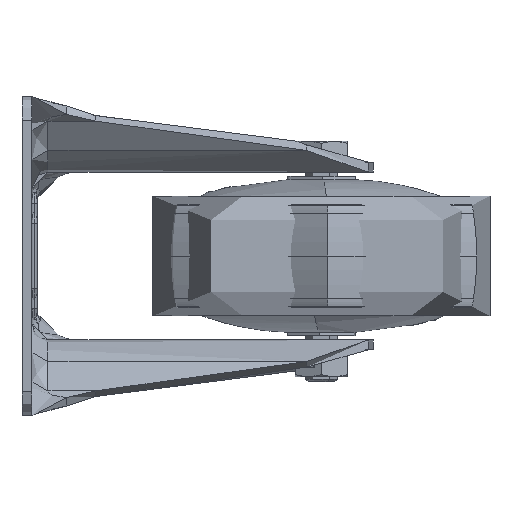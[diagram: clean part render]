
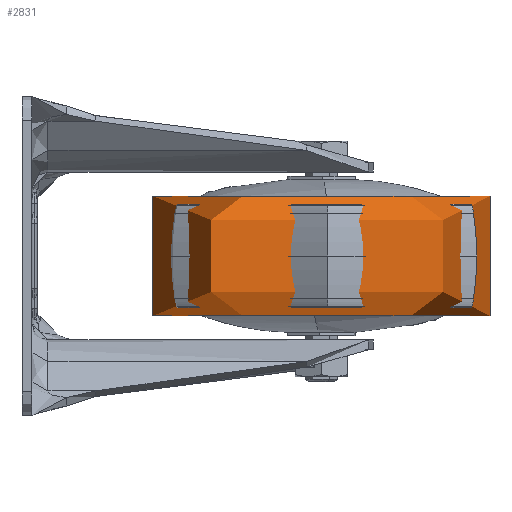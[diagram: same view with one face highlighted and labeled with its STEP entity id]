
A CAD part, left-side view. The second image highlights one B-rep face of the part: STEP entity #2831.
In plain terms, the highlighted free-form (B-spline) face has degree [3, 3] with [4, 4] control points.
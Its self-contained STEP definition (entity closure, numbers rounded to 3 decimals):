
#1574 = CARTESIAN_POINT ( 'NONE',  ( 2.112, -132.711, 15. ) ) ;
#1675 = DIRECTION ( 'NONE',  ( 0., 0., 1. ) ) ;
#2831 = ADVANCED_FACE ( 'NONE', ( #55781 ), #35139, .F. ) ;
#3669 = DIRECTION ( 'NONE',  ( -0.037, 0.999, 0. ) ) ;
#4015 = CARTESIAN_POINT ( 'NONE',  ( 2.112, -132.711, 15. ) ) ;
#4500 = CIRCLE ( 'NONE', #30258, 42.25 ) ;
#5617 = CARTESIAN_POINT ( 'NONE',  ( -1.545, -32.778, 15. ) ) ;
#6663 = CARTESIAN_POINT ( 'NONE',  ( 0., -75., 15. ) ) ;
#6847 = CARTESIAN_POINT ( 'NONE',  ( -1.545, -32.778, -15. ) ) ;
#6948 = CARTESIAN_POINT ( 'NONE',  ( -85.988, -35.868, -15. ) ) ;
#8192 = CARTESIAN_POINT ( 'NONE',  ( 1.545, -117.222, -15. ) ) ;
#13539 = EDGE_LOOP ( 'NONE', ( #13832, #18053, #23784, #43243 ) ) ;
#13832 = ORIENTED_EDGE ( 'NONE', *, *, #24028, .T. ) ;
#18053 = ORIENTED_EDGE ( 'NONE', *, *, #50180, .T. ) ;
#19655 = CARTESIAN_POINT ( 'NONE',  ( -1.545, -32.778, -15. ) ) ;
#20417 = VERTEX_POINT ( 'NONE', #6847 ) ;
#21034 = CARTESIAN_POINT ( 'NONE',  ( -82.899, -120.311, -15. ) ) ;
#22783 = EDGE_CURVE ( 'NONE', #20417, #25489, #54268, .T. ) ;
#22870 = CARTESIAN_POINT ( 'NONE',  ( 1.545, -117.222, 15. ) ) ;
#23784 = ORIENTED_EDGE ( 'NONE', *, *, #31208, .F. ) ;
#24028 = EDGE_CURVE ( 'NONE', #20417, #34985, #4500, .T. ) ;
#24900 = DIRECTION ( 'NONE',  ( -0.037, 0.999, 0. ) ) ;
#25489 = VERTEX_POINT ( 'NONE', #5617 ) ;
#25760 = CARTESIAN_POINT ( 'NONE',  ( -2.112, -17.289, -15. ) ) ;
#26111 = CARTESIAN_POINT ( 'NONE',  ( -1.545, -32.778, 15. ) ) ;
#27879 = CARTESIAN_POINT ( 'NONE',  ( -1.545, -32.778, -15. ) ) ;
#28529 =( BOUNDED_CURVE ( )  B_SPLINE_CURVE ( 3, ( #8192, #40661, #4015, #22870 ),
 .UNSPECIFIED., .F., .F. ) 
 B_SPLINE_CURVE_WITH_KNOTS ( ( 4, 4 ),
 ( 0., 3.142 ),
 .UNSPECIFIED. ) 
 CURVE ( )  GEOMETRIC_REPRESENTATION_ITEM ( )  RATIONAL_B_SPLINE_CURVE ( ( 1., 0.333, 0.333, 1. ) ) 
 REPRESENTATION_ITEM ( '' )  );
#29631 = CARTESIAN_POINT ( 'NONE',  ( -117.534, -21.512, -15. ) ) ;
#30219 = CARTESIAN_POINT ( 'NONE',  ( -82.899, -120.311, 15. ) ) ;
#30258 = AXIS2_PLACEMENT_3D ( 'NONE', #30543, #1675, #3669 ) ;
#30543 = CARTESIAN_POINT ( 'NONE',  ( 0., -75., -15. ) ) ;
#31208 = EDGE_CURVE ( 'NONE', #25489, #42077, #35729, .T. ) ;
#31480 = CARTESIAN_POINT ( 'NONE',  ( 1.545, -117.222, 15. ) ) ;
#33770 = CARTESIAN_POINT ( 'NONE',  ( 2.112, -132.711, -15. ) ) ;
#33827 = AXIS2_PLACEMENT_3D ( 'NONE', #6663, #53103, #24900 ) ;
#33898 = CARTESIAN_POINT ( 'NONE',  ( -2.112, -17.289, 15. ) ) ;
#34059 = CARTESIAN_POINT ( 'NONE',  ( -2.112, -17.289, 15. ) ) ;
#34648 = CARTESIAN_POINT ( 'NONE',  ( -113.311, -136.935, -15. ) ) ;
#34985 = VERTEX_POINT ( 'NONE', #48360 ) ;
#35139 =( BOUNDED_SURFACE ( )  B_SPLINE_SURFACE ( 3, 3, ( 
 ( #27879, #6948, #21034, #47188 ),
 ( #25760, #29631, #34648, #33770 ),
 ( #34059, #38278, #56378, #1574 ),
 ( #43011, #47485, #30219, #38849 ) ),
 .UNSPECIFIED., .F., .F., .F. ) 
 B_SPLINE_SURFACE_WITH_KNOTS ( ( 4, 4 ),
 ( 4, 4 ),
 ( 0., 1. ),
 ( 0., 1. ),
 .UNSPECIFIED. ) 
 GEOMETRIC_REPRESENTATION_ITEM ( )  RATIONAL_B_SPLINE_SURFACE ( (
 ( 1., 0.333, 0.333, 1.),
 ( 0.333, 0.111, 0.111, 0.333),
 ( 0.333, 0.111, 0.111, 0.333),
 ( 1., 0.333, 0.333, 1.) ) ) 
 REPRESENTATION_ITEM ( '' )  SURFACE ( )  );
#35729 = CIRCLE ( 'NONE', #33827, 42.25 ) ;
#38278 = CARTESIAN_POINT ( 'NONE',  ( -117.534, -21.512, 15. ) ) ;
#38849 = CARTESIAN_POINT ( 'NONE',  ( 1.545, -117.222, 15. ) ) ;
#40661 = CARTESIAN_POINT ( 'NONE',  ( 2.112, -132.711, -15. ) ) ;
#42077 = VERTEX_POINT ( 'NONE', #31480 ) ;
#43011 = CARTESIAN_POINT ( 'NONE',  ( -1.545, -32.778, 15. ) ) ;
#43243 = ORIENTED_EDGE ( 'NONE', *, *, #22783, .F. ) ;
#46732 = CARTESIAN_POINT ( 'NONE',  ( -2.112, -17.289, -15. ) ) ;
#47188 = CARTESIAN_POINT ( 'NONE',  ( 1.545, -117.222, -15. ) ) ;
#47485 = CARTESIAN_POINT ( 'NONE',  ( -85.988, -35.868, 15. ) ) ;
#48360 = CARTESIAN_POINT ( 'NONE',  ( 1.545, -117.222, -15. ) ) ;
#50180 = EDGE_CURVE ( 'NONE', #34985, #42077, #28529, .T. ) ;
#53103 = DIRECTION ( 'NONE',  ( 0., 0., 1. ) ) ;
#54268 =( BOUNDED_CURVE ( )  B_SPLINE_CURVE ( 3, ( #19655, #46732, #33898, #26111 ),
 .UNSPECIFIED., .F., .F. ) 
 B_SPLINE_CURVE_WITH_KNOTS ( ( 4, 4 ),
 ( 0., 3.142 ),
 .UNSPECIFIED. ) 
 CURVE ( )  GEOMETRIC_REPRESENTATION_ITEM ( )  RATIONAL_B_SPLINE_CURVE ( ( 1., 0.333, 0.333, 1. ) ) 
 REPRESENTATION_ITEM ( '' )  );
#55781 = FACE_OUTER_BOUND ( 'NONE', #13539, .T. ) ;
#56378 = CARTESIAN_POINT ( 'NONE',  ( -113.311, -136.935, 15. ) ) ;
